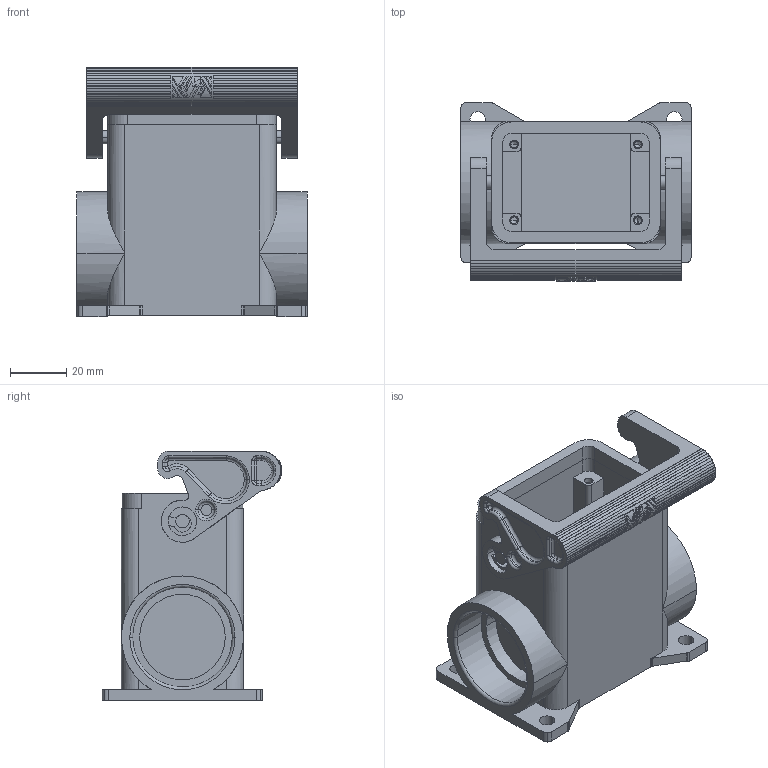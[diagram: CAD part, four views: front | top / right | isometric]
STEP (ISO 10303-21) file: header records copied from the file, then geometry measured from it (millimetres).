
FILE_DESCRIPTION(('CoCreate Modeling STEP Export'),'2;1');
FILE_NAME('MAPN 06 L32.stp','2011-04-19T13:19:22',(''),(''),'CoCreate Modeling STEP processor for AP214 (Solid Model)','CoCreate Modeling 16.00A 16-Aug-2008 (C) Parametric Technology GmbH','');
FILE_SCHEMA(('AUTOMOTIVE_DESIGN { 1 0 10303 214 1 1 1 1 }'));
Length unit declared in the file: millimetre
Products named in the file (2): MAPN_06_L32
Assembly tree (1 placements, depth 2):
  MAPN_06_L32
    MAPN_06_L32
Bounding box: 82 x 63.8 x 89 mm (x, y, z)
Volume: 93230.5 mm3; surface area: 50637.3 mm2
Topology: 1 solids, 1 shells, 532 faces, 1451 edges, 936 vertices
Faces by surface type: plane 257, cylinder 223, torus 46, cone 6
Entity records: 19788 total; most frequent: ORIENTED_EDGE 2890, CARTESIAN_POINT 2711, DIRECTION 2535, EDGE_CURVE 1445, VERTEX_POINT 936, AXIS2_PLACEMENT_3D 892, VECTOR 751, LINE 751
